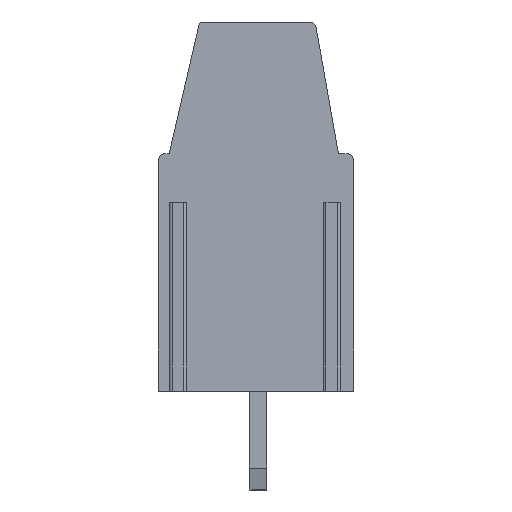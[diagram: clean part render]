
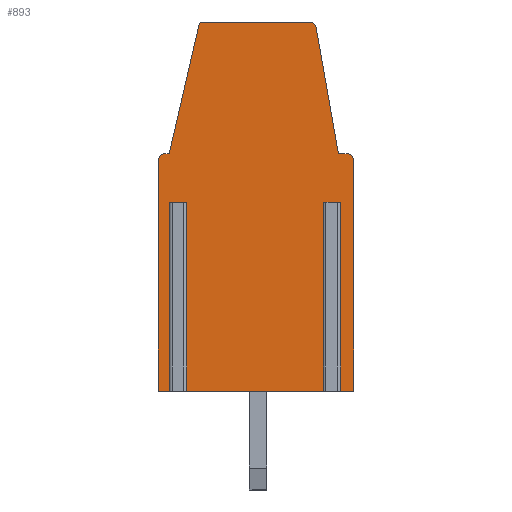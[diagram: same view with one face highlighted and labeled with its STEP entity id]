
A CAD part, left-side view. The second image highlights one B-rep face of the part: STEP entity #893.
In plain terms, the highlighted planar face has unit normal (-1, 0, 0).
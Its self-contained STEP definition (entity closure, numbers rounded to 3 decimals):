
#893 = ADVANCED_FACE( '', ( #1897 ), #1898, .T. );
#1897 = FACE_OUTER_BOUND( '', #2944, .T. );
#1898 = PLANE( '', #2945 );
#2944 = EDGE_LOOP( '', ( #5532, #5533, #5534, #5535, #5536, #5537, #5538, #5539, #5540, #5541, #5542, #5543, #5544, #5545, #5546, #5547, #5548, #5549, #5550, #5551 ) );
#2945 = AXIS2_PLACEMENT_3D( '', #5552, #5553, #5554 );
#5532 = ORIENTED_EDGE( '', *, *, #6090, .F. );
#5533 = ORIENTED_EDGE( '', *, *, #6305, .T. );
#5534 = ORIENTED_EDGE( '', *, *, #6886, .T. );
#5535 = ORIENTED_EDGE( '', *, *, #6405, .T. );
#5536 = ORIENTED_EDGE( '', *, *, #6490, .T. );
#5537 = ORIENTED_EDGE( '', *, *, #6959, .T. );
#5538 = ORIENTED_EDGE( '', *, *, #6815, .F. );
#5539 = ORIENTED_EDGE( '', *, *, #6398, .T. );
#5540 = ORIENTED_EDGE( '', *, *, #6680, .F. );
#5541 = ORIENTED_EDGE( '', *, *, #6703, .T. );
#5542 = ORIENTED_EDGE( '', *, *, #6960, .T. );
#5543 = ORIENTED_EDGE( '', *, *, #6929, .T. );
#5544 = ORIENTED_EDGE( '', *, *, #6961, .T. );
#5545 = ORIENTED_EDGE( '', *, *, #6872, .T. );
#5546 = ORIENTED_EDGE( '', *, *, #6949, .T. );
#5547 = ORIENTED_EDGE( '', *, *, #6439, .T. );
#5548 = ORIENTED_EDGE( '', *, *, #6780, .T. );
#5549 = ORIENTED_EDGE( '', *, *, #6340, .T. );
#5550 = ORIENTED_EDGE( '', *, *, #6578, .T. );
#5551 = ORIENTED_EDGE( '', *, *, #6387, .T. );
#5552 = CARTESIAN_POINT( '', ( 184.737, 129.598, 0. ) );
#5553 = DIRECTION( '', ( -1., 0., 0. ) );
#5554 = DIRECTION( '', ( 0., -1., 0. ) );
#6090 = EDGE_CURVE( '', #7307, #7309, #7310, .F. );
#6305 = EDGE_CURVE( '', #7307, #7673, #7676, .T. );
#6340 = EDGE_CURVE( '', #7732, #7730, #7733, .T. );
#6387 = EDGE_CURVE( '', #7809, #7309, #7810, .T. );
#6398 = EDGE_CURVE( '', #7825, #7823, #7826, .T. );
#6405 = EDGE_CURVE( '', #7838, #7836, #7839, .T. );
#6439 = EDGE_CURVE( '', #7897, #7895, #7898, .T. );
#6490 = EDGE_CURVE( '', #7836, #7971, #7973, .T. );
#6578 = EDGE_CURVE( '', #7730, #7809, #8102, .T. );
#6680 = EDGE_CURVE( '', #8241, #7823, #8243, .T. );
#6703 = EDGE_CURVE( '', #8241, #8269, #8271, .T. );
#6780 = EDGE_CURVE( '', #7895, #7732, #8370, .T. );
#6815 = EDGE_CURVE( '', #7825, #8411, #8412, .T. );
#6872 = EDGE_CURVE( '', #8486, #8484, #8487, .T. );
#6886 = EDGE_CURVE( '', #7673, #7838, #8502, .F. );
#6929 = EDGE_CURVE( '', #8553, #8551, #8554, .T. );
#6949 = EDGE_CURVE( '', #8484, #7897, #8576, .T. );
#6959 = EDGE_CURVE( '', #7971, #8411, #8587, .T. );
#6960 = EDGE_CURVE( '', #8269, #8553, #8588, .T. );
#6961 = EDGE_CURVE( '', #8551, #8486, #8589, .T. );
#7307 = VERTEX_POINT( '', #9042 );
#7309 = VERTEX_POINT( '', #9044 );
#7310 = LINE( '', #9045, #9046 );
#7673 = VERTEX_POINT( '', #9552 );
#7676 = LINE( '', #9555, #9556 );
#7730 = VERTEX_POINT( '', #9627 );
#7732 = VERTEX_POINT( '', #9630 );
#7733 = CIRCLE( '', #9631, 0.3 );
#7809 = VERTEX_POINT( '', #9730 );
#7810 = LINE( '', #9731, #9732 );
#7823 = VERTEX_POINT( '', #9748 );
#7825 = VERTEX_POINT( '', #9751 );
#7826 = LINE( '', #9752, #9753 );
#7836 = VERTEX_POINT( '', #9765 );
#7838 = VERTEX_POINT( '', #9767 );
#7839 = LINE( '', #9768, #9769 );
#7895 = VERTEX_POINT( '', #9847 );
#7897 = VERTEX_POINT( '', #9850 );
#7898 = LINE( '', #9851, #9852 );
#7971 = VERTEX_POINT( '', #9956 );
#7973 = LINE( '', #9958, #9959 );
#8102 = LINE( '', #10141, #10142 );
#8241 = VERTEX_POINT( '', #10344 );
#8243 = LINE( '', #10347, #10348 );
#8269 = VERTEX_POINT( '', #10379 );
#8271 = CIRCLE( '', #10382, 0.3 );
#8370 = LINE( '', #10514, #10515 );
#8411 = VERTEX_POINT( '', #10572 );
#8412 = LINE( '', #10573, #10574 );
#8484 = VERTEX_POINT( '', #10684 );
#8486 = VERTEX_POINT( '', #10687 );
#8487 = LINE( '', #10688, #10689 );
#8502 = LINE( '', #10711, #10712 );
#8551 = VERTEX_POINT( '', #10780 );
#8553 = VERTEX_POINT( '', #10783 );
#8554 = LINE( '', #10784, #10785 );
#8576 = CIRCLE( '', #10813, 0.2 );
#8587 = LINE( '', #10827, #10828 );
#8588 = LINE( '', #10829, #10830 );
#8589 = CIRCLE( '', #10831, 0.3 );
#9042 = CARTESIAN_POINT( '', ( 184.737, 130.478, 8.6 ) );
#9044 = CARTESIAN_POINT( '', ( 184.737, 130.478, 0. ) );
#9045 = CARTESIAN_POINT( '', ( 184.737, 130.478, 0. ) );
#9046 = VECTOR( '', #11076, 1000. );
#9552 = CARTESIAN_POINT( '', ( 184.737, 129.818, 8.6 ) );
#9555 = CARTESIAN_POINT( '', ( 184.737, 129.818, 8.6 ) );
#9556 = VECTOR( '', #11307, 1000. );
#9627 = CARTESIAN_POINT( '', ( 184.737, 131.048, 10.5 ) );
#9630 = CARTESIAN_POINT( '', ( 184.737, 130.748, 10.8 ) );
#9631 = AXIS2_PLACEMENT_3D( '', #11347, #11348, #11349 );
#9730 = CARTESIAN_POINT( '', ( 184.737, 131.048, 0. ) );
#9731 = CARTESIAN_POINT( '', ( 184.737, 122.133, 0. ) );
#9732 = VECTOR( '', #11408, 1000. );
#9748 = CARTESIAN_POINT( '', ( 184.737, 122.148, 0. ) );
#9751 = CARTESIAN_POINT( '', ( 184.737, 122.818, 0. ) );
#9752 = CARTESIAN_POINT( '', ( 184.737, 122.133, 0. ) );
#9753 = VECTOR( '', #11431, 1000. );
#9765 = CARTESIAN_POINT( '', ( 184.737, 123.478, 0. ) );
#9767 = CARTESIAN_POINT( '', ( 184.737, 129.818, 0. ) );
#9768 = CARTESIAN_POINT( '', ( 184.737, 122.133, 0. ) );
#9769 = VECTOR( '', #11446, 1000. );
#9847 = CARTESIAN_POINT( '', ( 184.737, 130.548, 10.8 ) );
#9850 = CARTESIAN_POINT( '', ( 184.737, 129.199, 16.645 ) );
#9851 = CARTESIAN_POINT( '', ( 184.737, 130.548, 10.8 ) );
#9852 = VECTOR( '', #11488, 1000. );
#9956 = CARTESIAN_POINT( '', ( 184.737, 123.478, 8.6 ) );
#9958 = CARTESIAN_POINT( '', ( 184.737, 123.478, 0. ) );
#9959 = VECTOR( '', #11541, 1000. );
#10141 = CARTESIAN_POINT( '', ( 184.737, 131.048, 0. ) );
#10142 = VECTOR( '', #11634, 1000. );
#10344 = CARTESIAN_POINT( '', ( 184.737, 122.148, 10.5 ) );
#10347 = CARTESIAN_POINT( '', ( 184.737, 122.148, 5.1 ) );
#10348 = VECTOR( '', #11724, 1000. );
#10379 = CARTESIAN_POINT( '', ( 184.737, 122.448, 10.8 ) );
#10382 = AXIS2_PLACEMENT_3D( '', #11752, #11753, #11754 );
#10514 = CARTESIAN_POINT( '', ( 184.737, 130.748, 10.8 ) );
#10515 = VECTOR( '', #11833, 1000. );
#10572 = CARTESIAN_POINT( '', ( 184.737, 122.818, 8.6 ) );
#10573 = CARTESIAN_POINT( '', ( 184.737, 122.818, 0. ) );
#10574 = VECTOR( '', #11859, 1000. );
#10684 = CARTESIAN_POINT( '', ( 184.737, 129.004, 16.8 ) );
#10687 = CARTESIAN_POINT( '', ( 184.737, 124.158, 16.8 ) );
#10688 = CARTESIAN_POINT( '', ( 184.737, 129.004, 16.8 ) );
#10689 = VECTOR( '', #11904, 1000. );
#10711 = CARTESIAN_POINT( '', ( 184.737, 129.818, 0. ) );
#10712 = VECTOR( '', #11915, 1000. );
#10780 = CARTESIAN_POINT( '', ( 184.737, 123.863, 16.552 ) );
#10783 = CARTESIAN_POINT( '', ( 184.737, 122.848, 10.8 ) );
#10784 = CARTESIAN_POINT( '', ( 184.737, 123.863, 16.552 ) );
#10785 = VECTOR( '', #11942, 1000. );
#10813 = AXIS2_PLACEMENT_3D( '', #11952, #11953, #11954 );
#10827 = CARTESIAN_POINT( '', ( 184.737, 122.818, 8.6 ) );
#10828 = VECTOR( '', #11961, 1000. );
#10829 = CARTESIAN_POINT( '', ( 184.737, 122.848, 10.8 ) );
#10830 = VECTOR( '', #11962, 1000. );
#10831 = AXIS2_PLACEMENT_3D( '', #11963, #11964, #11965 );
#11076 = DIRECTION( '', ( 0., 0., 1. ) );
#11307 = DIRECTION( '', ( 0., -1., 0. ) );
#11347 = CARTESIAN_POINT( '', ( 184.737, 130.748, 10.5 ) );
#11348 = DIRECTION( '', ( -1., 0., 0. ) );
#11349 = DIRECTION( '', ( 0., 0., 1. ) );
#11408 = DIRECTION( '', ( 0., -1., 0. ) );
#11431 = DIRECTION( '', ( 0., -1., 0. ) );
#11446 = DIRECTION( '', ( 0., -1., 0. ) );
#11488 = DIRECTION( '', ( 0., 0.225, -0.974 ) );
#11541 = DIRECTION( '', ( 0., 0., 1. ) );
#11634 = DIRECTION( '', ( 0., 0., -1. ) );
#11724 = DIRECTION( '', ( 0., 0., -1. ) );
#11752 = CARTESIAN_POINT( '', ( 184.737, 122.448, 10.5 ) );
#11753 = DIRECTION( '', ( -1., 0., 0. ) );
#11754 = DIRECTION( '', ( 0., 0., 1. ) );
#11833 = DIRECTION( '', ( 0., 1., 0. ) );
#11859 = DIRECTION( '', ( 0., 0., 1. ) );
#11904 = DIRECTION( '', ( 0., 1., 0. ) );
#11915 = DIRECTION( '', ( 0., 0., 1. ) );
#11942 = DIRECTION( '', ( 0., 0.174, 0.985 ) );
#11952 = CARTESIAN_POINT( '', ( 184.737, 129.004, 16.6 ) );
#11953 = DIRECTION( '', ( -1., 0., 0. ) );
#11954 = DIRECTION( '', ( 0., 0., 1. ) );
#11961 = DIRECTION( '', ( 0., -1., 0. ) );
#11962 = DIRECTION( '', ( 0., 1., 0. ) );
#11963 = CARTESIAN_POINT( '', ( 184.737, 124.158, 16.5 ) );
#11964 = DIRECTION( '', ( -1., 0., 0. ) );
#11965 = DIRECTION( '', ( 0., 0., 1. ) );
